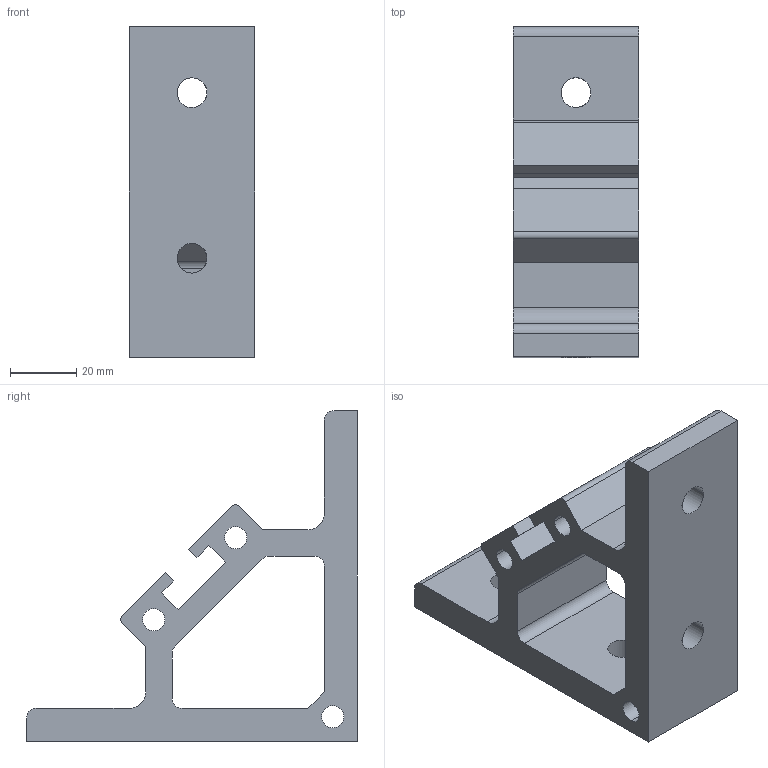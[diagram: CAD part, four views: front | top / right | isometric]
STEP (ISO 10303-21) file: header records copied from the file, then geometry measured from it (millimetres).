
FILE_DESCRIPTION(('Creo Elements/Direct Modeling STEP Export'),'2;1');
FILE_NAME('44.0215_Haltewinkel-MMS-44_100x100x38mm.stp','2022-03-21T 8:58:02',(''),(''),'PTC Creo Elements/Direct Modeling STEP processor for AP214 (Solid Model)','PTC Creo Elements/Direct Modeling 19.0C 15-Aug-2015 (C) Parametric Technology GmbH','');
FILE_SCHEMA(('AUTOMOTIVE_DESIGN { 1 0 10303 214 1 1 1 1 }'));
Length unit declared in the file: millimetre
Products named in the file (2): Haltewinkel-MMS-44_100x100x38mm_44.0215_PX173466
Assembly tree (1 placements, depth 2):
  Haltewinkel-MMS-44_100x100x38mm_44.0215_PX173466
    Haltewinkel-MMS-44_100x100x38mm_44.0215_PX173466
Bounding box: 38 x 100 x 100 mm (x, y, z)
Volume: 103308 mm3; surface area: 31294.5 mm2
Topology: 1 solids, 1 shells, 55 faces, 159 edges, 106 vertices
Faces by surface type: cylinder 28, plane 27
Entity records: 1840 total; most frequent: ORIENTED_EDGE 318, CARTESIAN_POINT 308, DIRECTION 305, EDGE_CURVE 159, VERTEX_POINT 106, AXIS2_PLACEMENT_3D 103, VECTOR 99, LINE 99
